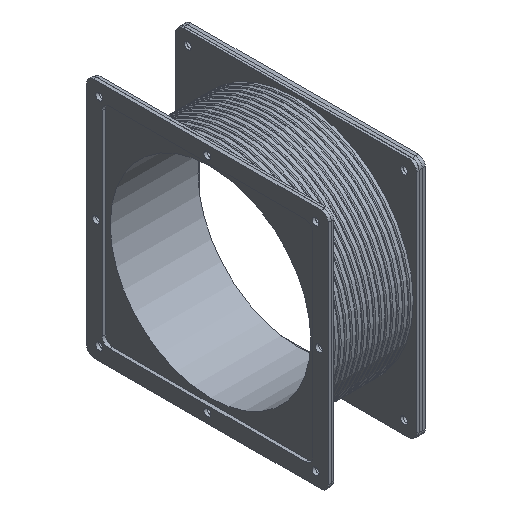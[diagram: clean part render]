
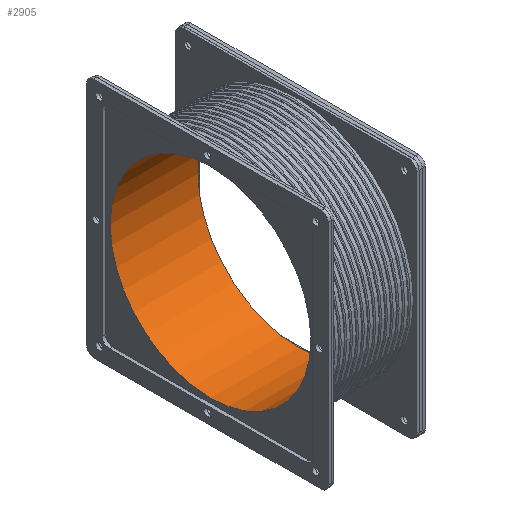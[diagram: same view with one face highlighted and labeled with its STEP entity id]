
A CAD part, isometric view. The second image highlights one B-rep face of the part: STEP entity #2905.
In plain terms, the highlighted cylindrical face has radius 101.6 mm (diameter 203.2 mm), a full revolution.
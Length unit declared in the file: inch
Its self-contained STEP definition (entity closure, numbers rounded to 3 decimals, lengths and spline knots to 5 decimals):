
#109 = CYLINDRICAL_SURFACE ( 'NONE', #201, 4. ) ;
#201 = AXIS2_PLACEMENT_3D ( 'NONE', #927, #3828, #1887 ) ;
#287 = CIRCLE ( 'NONE', #3932, 4. ) ;
#927 = CARTESIAN_POINT ( 'NONE',  ( 1.75, 0., 0. ) ) ;
#1232 = CARTESIAN_POINT ( 'NONE',  ( -1.75, 0., 0. ) ) ;
#1639 = CIRCLE ( 'NONE', #3601, 4. ) ;
#1887 = DIRECTION ( 'NONE',  ( 0., 0., 1. ) ) ;
#1905 = DIRECTION ( 'NONE',  ( -1., 0., 0. ) ) ;
#1943 = CARTESIAN_POINT ( 'NONE',  ( -1.75, 0., 4. ) ) ;
#2063 = EDGE_LOOP ( 'NONE', ( #3023 ) ) ;
#2107 = ORIENTED_EDGE ( 'NONE', *, *, #3157, .F. ) ;
#2380 = DIRECTION ( 'NONE',  ( 0., 0., 1. ) ) ;
#2680 = VERTEX_POINT ( 'NONE', #3083 ) ;
#2905 = ADVANCED_FACE ( 'NONE', ( #3579, #4616 ), #109, .F. ) ;
#2943 = EDGE_CURVE ( 'NONE', #4954, #4954, #287, .T. ) ;
#3023 = ORIENTED_EDGE ( 'NONE', *, *, #2943, .F. ) ;
#3083 = CARTESIAN_POINT ( 'NONE',  ( 1.75, 0., 4. ) ) ;
#3157 = EDGE_CURVE ( 'NONE', #2680, #2680, #1639, .T. ) ;
#3328 = CARTESIAN_POINT ( 'NONE',  ( 1.75, 0., 0. ) ) ;
#3347 = EDGE_LOOP ( 'NONE', ( #2107 ) ) ;
#3476 = DIRECTION ( 'NONE',  ( 0., 0., 1. ) ) ;
#3579 = FACE_OUTER_BOUND ( 'NONE', #2063, .T. ) ;
#3601 = AXIS2_PLACEMENT_3D ( 'NONE', #3328, #1905, #3476 ) ;
#3828 = DIRECTION ( 'NONE',  ( -1., 0., 0. ) ) ;
#3932 = AXIS2_PLACEMENT_3D ( 'NONE', #1232, #4327, #2380 ) ;
#4327 = DIRECTION ( 'NONE',  ( 1., 0., 0. ) ) ;
#4616 = FACE_OUTER_BOUND ( 'NONE', #3347, .T. ) ;
#4954 = VERTEX_POINT ( 'NONE', #1943 ) ;
